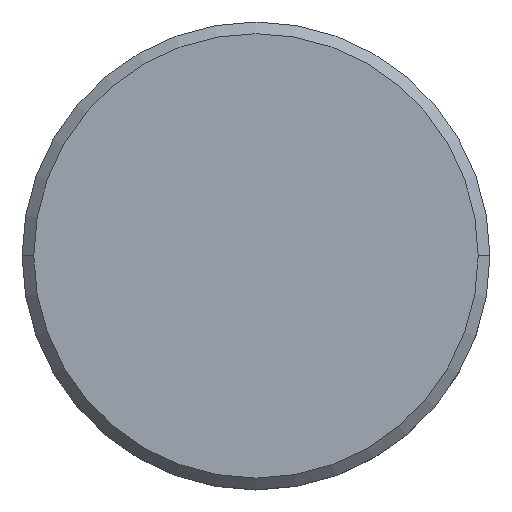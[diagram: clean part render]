
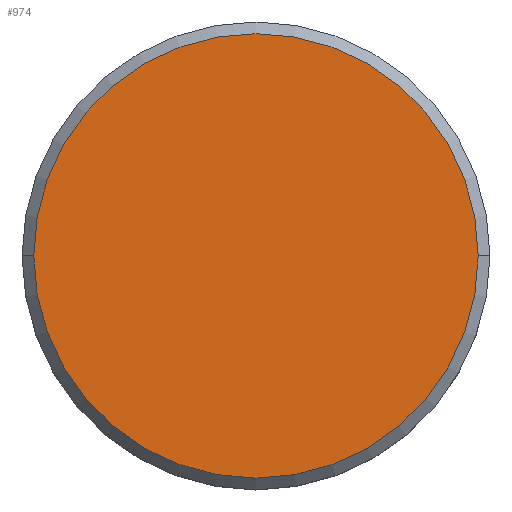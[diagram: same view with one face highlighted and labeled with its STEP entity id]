
A CAD part, top view. The second image highlights one B-rep face of the part: STEP entity #974.
In plain terms, the highlighted planar face has unit normal (0, 0, 1).
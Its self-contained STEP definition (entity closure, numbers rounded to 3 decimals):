
#12 = DIRECTION ( 'NONE',  ( 0., 0., 1. ) ) ;
#28 = EDGE_LOOP ( 'NONE', ( #918, #970 ) ) ;
#43 = EDGE_CURVE ( 'NONE', #725, #335, #111, .T. ) ;
#66 = CARTESIAN_POINT ( 'NONE',  ( -9.5, 0., 0. ) ) ;
#111 = CIRCLE ( 'NONE', #937, 9.5 ) ;
#177 = CARTESIAN_POINT ( 'NONE',  ( 0., 0., 0. ) ) ;
#237 = DIRECTION ( 'NONE',  ( 1., 0., 0. ) ) ;
#321 = AXIS2_PLACEMENT_3D ( 'NONE', #177, #12, #445 ) ;
#323 = DIRECTION ( 'NONE',  ( 0., 0., 1. ) ) ;
#335 = VERTEX_POINT ( 'NONE', #66 ) ;
#403 = EDGE_CURVE ( 'NONE', #335, #725, #767, .T. ) ;
#445 = DIRECTION ( 'NONE',  ( 1., 0., 0. ) ) ;
#526 = DIRECTION ( 'NONE',  ( 1., 0., 0. ) ) ;
#550 = CARTESIAN_POINT ( 'NONE',  ( 9.5, 0., 0. ) ) ;
#629 = PLANE ( 'NONE',  #686 ) ;
#686 = AXIS2_PLACEMENT_3D ( 'NONE', #858, #323, #237 ) ;
#725 = VERTEX_POINT ( 'NONE', #550 ) ;
#742 = DIRECTION ( 'NONE',  ( 0., 0., 1. ) ) ;
#767 = CIRCLE ( 'NONE', #321, 9.5 ) ;
#858 = CARTESIAN_POINT ( 'NONE',  ( 0., 0., 0. ) ) ;
#918 = ORIENTED_EDGE ( 'NONE', *, *, #403, .T. ) ;
#923 = CARTESIAN_POINT ( 'NONE',  ( 0., 0., 0. ) ) ;
#932 = FACE_OUTER_BOUND ( 'NONE', #28, .T. ) ;
#937 = AXIS2_PLACEMENT_3D ( 'NONE', #923, #742, #526 ) ;
#970 = ORIENTED_EDGE ( 'NONE', *, *, #43, .T. ) ;
#974 = ADVANCED_FACE ( 'NONE', ( #932 ), #629, .T. ) ;
